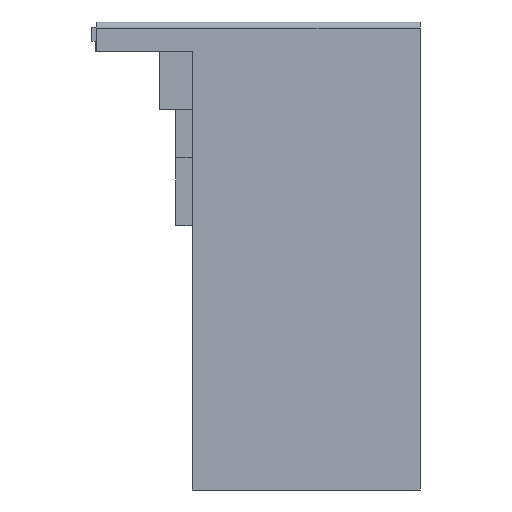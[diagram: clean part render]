
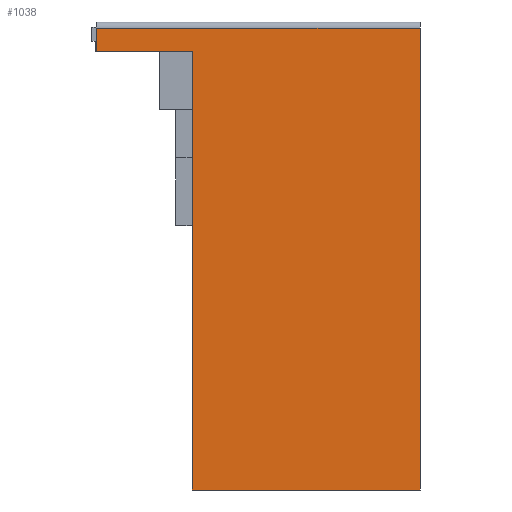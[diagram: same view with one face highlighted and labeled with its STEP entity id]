
A CAD part, left-side view. The second image highlights one B-rep face of the part: STEP entity #1038.
In plain terms, the highlighted planar face has unit normal (-1, 0, 0).
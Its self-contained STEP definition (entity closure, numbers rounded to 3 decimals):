
#1038 = ADVANCED_FACE( '', ( #2199 ), #2200, .T. );
#2199 = FACE_OUTER_BOUND( '', #3478, .T. );
#2200 = PLANE( '', #3479 );
#3478 = EDGE_LOOP( '', ( #6699, #6700, #6701, #6702, #6703, #6704 ) );
#3479 = AXIS2_PLACEMENT_3D( '', #6705, #6706, #6707 );
#6699 = ORIENTED_EDGE( '', *, *, #8564, .F. );
#6700 = ORIENTED_EDGE( '', *, *, #9171, .F. );
#6701 = ORIENTED_EDGE( '', *, *, #8556, .F. );
#6702 = ORIENTED_EDGE( '', *, *, #9393, .T. );
#6703 = ORIENTED_EDGE( '', *, *, #9394, .T. );
#6704 = ORIENTED_EDGE( '', *, *, #9305, .F. );
#6705 = CARTESIAN_POINT( '', ( -52.275, -69.7, -100.69 ) );
#6706 = DIRECTION( '', ( -1., 0., 0. ) );
#6707 = DIRECTION( '', ( 0., 0., 1. ) );
#8556 = EDGE_CURVE( '', #10632, #10633, #10634, .T. );
#8564 = EDGE_CURVE( '', #10645, #10647, #10648, .T. );
#9171 = EDGE_CURVE( '', #10633, #10645, #11555, .T. );
#9305 = EDGE_CURVE( '', #10647, #11725, #11726, .T. );
#9393 = EDGE_CURVE( '', #10632, #11840, #11841, .T. );
#9394 = EDGE_CURVE( '', #11840, #11725, #11842, .T. );
#10632 = VERTEX_POINT( '', #13569 );
#10633 = VERTEX_POINT( '', #13570 );
#10634 = LINE( '', #13571, #13572 );
#10645 = VERTEX_POINT( '', #13588 );
#10647 = VERTEX_POINT( '', #13591 );
#10648 = LINE( '', #13592, #13593 );
#11555 = LINE( '', #14952, #14953 );
#11725 = VERTEX_POINT( '', #15213 );
#11726 = LINE( '', #15214, #15215 );
#11840 = VERTEX_POINT( '', #15411 );
#11841 = LINE( '', #15412, #15413 );
#11842 = LINE( '', #15414, #15415 );
#13569 = CARTESIAN_POINT( '', ( -52.275, -69.7, -100.69 ) );
#13570 = CARTESIAN_POINT( '', ( -52.275, -20.6, -100.69 ) );
#13571 = CARTESIAN_POINT( '', ( -52.275, -69.7, -100.69 ) );
#13572 = VECTOR( '', #16307, 1000. );
#13588 = CARTESIAN_POINT( '', ( -52.275, -20.6, -6.29 ) );
#13591 = CARTESIAN_POINT( '', ( -52.275, 0., -6.29 ) );
#13592 = CARTESIAN_POINT( '', ( -52.275, -20.6, -6.29 ) );
#13593 = VECTOR( '', #16314, 1000. );
#14952 = CARTESIAN_POINT( '', ( -52.275, -20.6, -106.29 ) );
#14953 = VECTOR( '', #16770, 1000. );
#15213 = CARTESIAN_POINT( '', ( -52.275, 0., -1.3 ) );
#15214 = CARTESIAN_POINT( '', ( -52.275, 0., -100.69 ) );
#15215 = VECTOR( '', #16864, 1000. );
#15411 = CARTESIAN_POINT( '', ( -52.275, -69.7, -1.3 ) );
#15412 = CARTESIAN_POINT( '', ( -52.275, -69.7, -100.69 ) );
#15413 = VECTOR( '', #16950, 1000. );
#15414 = CARTESIAN_POINT( '', ( -52.275, -69.7, -1.3 ) );
#15415 = VECTOR( '', #16951, 1000. );
#16307 = DIRECTION( '', ( 0., 1., 0. ) );
#16314 = DIRECTION( '', ( 0., 1., 0. ) );
#16770 = DIRECTION( '', ( 0., 0., 1. ) );
#16864 = DIRECTION( '', ( 0., 0., 1. ) );
#16950 = DIRECTION( '', ( 0., 0., 1. ) );
#16951 = DIRECTION( '', ( 0., 1., 0. ) );
